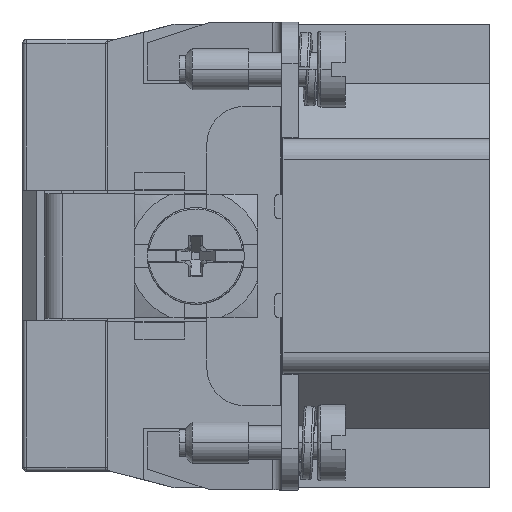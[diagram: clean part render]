
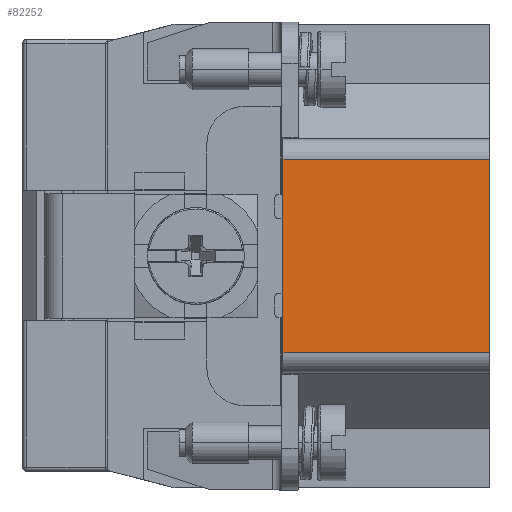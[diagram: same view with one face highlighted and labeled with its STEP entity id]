
A CAD part, left-side view. The second image highlights one B-rep face of the part: STEP entity #82252.
In plain terms, the highlighted planar face has unit normal (-1, 0, 0).
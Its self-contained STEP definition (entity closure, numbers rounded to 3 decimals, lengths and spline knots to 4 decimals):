
#4100 = CARTESIAN_POINT ( 'NONE',  ( -3.1471, 0.173, 1.0232 ) ) ;
#5165 = VECTOR ( 'NONE', #78532, 39.3701 ) ;
#5628 = DIRECTION ( 'NONE',  ( 0., 0., -1. ) ) ;
#6049 = CARTESIAN_POINT ( 'NONE',  ( -3.1471, 0.173, 1.5744 ) ) ;
#8956 = EDGE_CURVE ( 'NONE', #50836, #25119, #19200, .T. ) ;
#10529 = ORIENTED_EDGE ( 'NONE', *, *, #52853, .F. ) ;
#18018 = ORIENTED_EDGE ( 'NONE', *, *, #8956, .F. ) ;
#19200 = LINE ( 'NONE', #6049, #30944 ) ;
#19880 = CARTESIAN_POINT ( 'NONE',  ( -3.1471, -0.4491, 1.5744 ) ) ;
#24331 = CARTESIAN_POINT ( 'NONE',  ( -3.1471, 0.173, 1.5744 ) ) ;
#25119 = VERTEX_POINT ( 'NONE', #55259 ) ;
#25585 = DIRECTION ( 'NONE',  ( 0., -1., 0. ) ) ;
#29308 = EDGE_CURVE ( 'NONE', #25119, #79567, #77357, .T. ) ;
#30009 = DIRECTION ( 'NONE',  ( 0., 1., 0. ) ) ;
#30944 = VECTOR ( 'NONE', #25585, 39.3701 ) ;
#31116 = FACE_OUTER_BOUND ( 'NONE', #67970, .T. ) ;
#33195 = CARTESIAN_POINT ( 'NONE',  ( -3.1471, -0.4491, 1.5744 ) ) ;
#34385 = VECTOR ( 'NONE', #59046, 39.3701 ) ;
#45045 = CARTESIAN_POINT ( 'NONE',  ( -3.1471, -1.0357, 1.0232 ) ) ;
#46509 = AXIS2_PLACEMENT_3D ( 'NONE', #24331, #50234, #5628 ) ;
#49714 = CARTESIAN_POINT ( 'NONE',  ( -3.1471, -1.0357, 1.0232 ) ) ;
#50234 = DIRECTION ( 'NONE',  ( 1., 0., 0. ) ) ;
#50662 = ORIENTED_EDGE ( 'NONE', *, *, #29308, .F. ) ;
#50836 = VERTEX_POINT ( 'NONE', #33195 ) ;
#52853 = EDGE_CURVE ( 'NONE', #79567, #83825, #62310, .T. ) ;
#53141 = CARTESIAN_POINT ( 'NONE',  ( -3.1471, -0.4491, 1.0232 ) ) ;
#55259 = CARTESIAN_POINT ( 'NONE',  ( -3.1471, -1.0357, 1.5744 ) ) ;
#56467 = EDGE_CURVE ( 'NONE', #83825, #50836, #77277, .T. ) ;
#59046 = DIRECTION ( 'NONE',  ( 0., 0., -1. ) ) ;
#60467 = VECTOR ( 'NONE', #30009, 39.3701 ) ;
#62310 = LINE ( 'NONE', #4100, #60467 ) ;
#62997 = PLANE ( 'NONE',  #46509 ) ;
#67970 = EDGE_LOOP ( 'NONE', ( #10529, #50662, #18018, #71122 ) ) ;
#71122 = ORIENTED_EDGE ( 'NONE', *, *, #56467, .F. ) ;
#77277 = LINE ( 'NONE', #19880, #5165 ) ;
#77357 = LINE ( 'NONE', #45045, #34385 ) ;
#78532 = DIRECTION ( 'NONE',  ( 0., 0., 1. ) ) ;
#79567 = VERTEX_POINT ( 'NONE', #49714 ) ;
#82252 = ADVANCED_FACE ( 'NONE', ( #31116 ), #62997, .F. ) ;
#83825 = VERTEX_POINT ( 'NONE', #53141 ) ;
